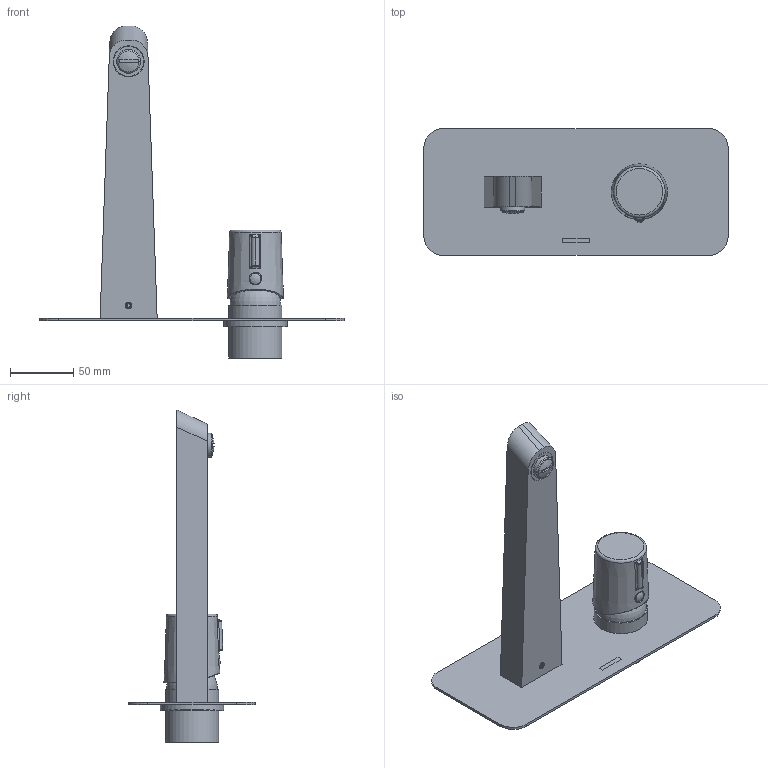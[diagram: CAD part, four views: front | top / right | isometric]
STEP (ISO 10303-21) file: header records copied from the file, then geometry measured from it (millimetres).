
FILE_DESCRIPTION (( 'STEP AP203' ), '1' );
FILE_NAME ('34AP02485.STEP', '2020-12-23T06:28:51', ( '' ), ( '' ), 'SwSTEP 2.0', 'SolidWorks 2018', '' );
FILE_SCHEMA (( 'CONFIG_CONTROL_DESIGN' ));
Length unit declared in the file: millimetre
Products named in the file (1): 34AP02485
Bounding box: 240 x 100 x 261.92 mm (x, y, z)
Volume: 177094.6 mm3; surface area: 142714.1 mm2
Topology: 11 solids, 11 shells, 270 faces, 636 edges, 400 vertices
Faces by surface type: plane 102, cylinder 89, bspline 32, cone 31, torus 13, sphere 3
Full cylindrical faces by diameter (mm): 4.2 x8, 4.9 x1, 5 x1, 6.8 x2, 8 x1, 9.5 x1, 10 x1, 16 x2, 16.4 x1, 16.5 x2, 17.5 x1, 18.75 x1, 19 x1, 22.5 x1, 23 x4, 23.8 x1, 24 x1, 24.5 x1, 28 x1, 31 x1, 32 x1, 35.8 x2, 36.5 x1, 36.9 x1, 37 x1, 39 x2, 42 x1, 42.5 x1, 43.2 x1, 48.5 x1
Entity records: 11357 total; most frequent: CARTESIAN_POINT 6013, DIRECTION 1037, ORIENTED_EDGE 1014, EDGE_CURVE 507, AXIS2_PLACEMENT_3D 419, EDGE_LOOP 370, VERTEX_POINT 357, FACE_OUTER_BOUND 307
